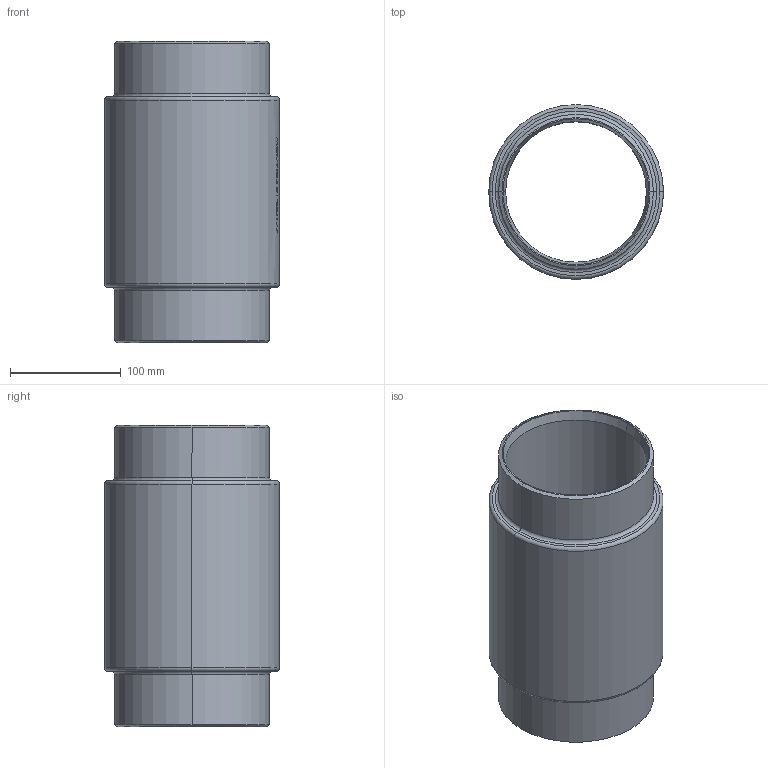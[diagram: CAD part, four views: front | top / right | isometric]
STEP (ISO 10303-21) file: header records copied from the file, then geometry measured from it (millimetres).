
FILE_DESCRIPTION (( 'STEP AP214' ), '1' );
FILE_NAME ('7110000_DN125_ PN25 51420177.STEP', '2022-03-17T11:11:30', ( 'axxx' ), ( 'Hewlett-Packard Company' ), 'SwSTEP 2.0', 'SolidWorks 2019', '' );
FILE_SCHEMA (( 'AUTOMOTIVE_DESIGN' ));
Length unit declared in the file: millimetre
Products named in the file (1): 7110000_DN125_ PN25 51420177
Bounding box: 157.5 x 157.5 x 272 mm (x, y, z)
Volume: 1420404.1 mm3; surface area: 251420 mm2
Topology: 1 solids, 1 shells, 491 faces, 1271 edges, 842 vertices
Faces by surface type: plane 262, bspline 189, cylinder 24, torus 8, cone 8
Entity records: 26330 total; most frequent: CARTESIAN_POINT 15630, ORIENTED_EDGE 2542, DIRECTION 1554, EDGE_CURVE 1271, VERTEX_POINT 842, VECTOR 736, LINE 736, EDGE_LOOP 553
